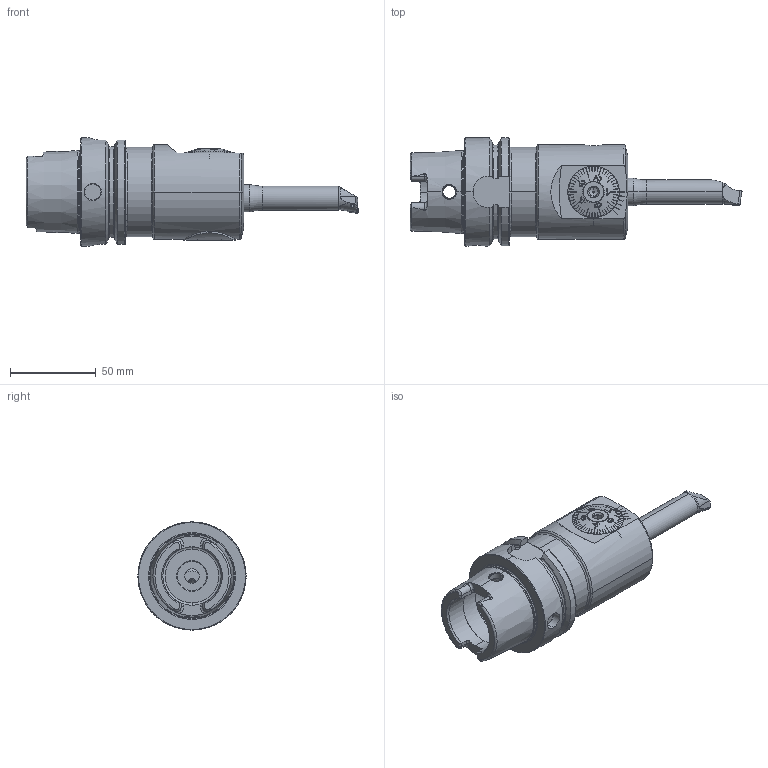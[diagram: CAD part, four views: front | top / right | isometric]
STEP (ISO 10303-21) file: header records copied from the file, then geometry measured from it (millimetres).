
FILE_DESCRIPTION (( 'STEP AP203' ), '1' );
FILE_NAME ('B08.806.055.095.STEP', '2018-02-21T09:08:31', ( 'SWIAdmin' ), ( 'Hewlett-Packard Company' ), 'SwSTEP 2.0', 'SolidWorks 2017', '' );
FILE_SCHEMA (( 'CONFIG_CONTROL_DESIGN' ));
Length unit declared in the file: millimetre
Products named in the file (21): ISO 4026 - M10 x 8; ISO 4026 - M10 x 16_PreviewCfg; B18-WCA.K11.100_A; A55-BG2.011.016_E; CCMT060204; A55-BG2.014.007_A; WCA-ER2.001.006_A; A55-BG2.015.007_B; A55-BG1.012.007_B; B18-WCA.K11.100; A55-BG1.014.041_Ausdrehbereich bis 1mm; A55-BG1.011.041; A55-BG3.011.033_A_gek〉zt; A55-BG1.011.041_E; A55-BG2.012.006_B; Klebstoff D10; A55-BG2.013.005_C; WCB-ER2.001.009_A; HA6-A55.K00.095_B_Fertigbearbeitung; DIN 3771 - 25x1.5; B08.806.055.095
Assembly tree (21 placements, depth 4):
  B08.806.055.095
    HA6-A55.K00.095_B_Fertigbearbeitung
    ISO 4026 - M10 x 8
    B18-WCA.K11.100
      B18-WCA.K11.100_A
      CCMT060204
      WCA-ER2.001.006_A
    A55-BG1.014.041_Ausdrehbereich bis 1mm
      A55-BG1.011.041
        A55-BG1.011.041_E
        A55-BG1.012.007_B
      A55-BG2.012.006_B
      A55-BG2.013.005_C
      DIN 3771 - 25x1.5
      ISO 4026 - M10 x 16_PreviewCfg  x2
      A55-BG2.015.007_B
        A55-BG2.011.016_E
        A55-BG2.014.007_A
    A55-BG3.011.033_A_gek〉zt
    Klebstoff D10
    WCB-ER2.001.009_A
Bounding box: 193.39 x 63 x 63 mm (x, y, z)
Volume: 230684.8 mm3; surface area: 62302.3 mm2
Topology: 17 solids, 17 shells, 947 faces, 2476 edges, 1563 vertices
Faces by surface type: plane 374, cone 213, cylinder 201, torus 96, bspline 59, sphere 4
Entity records: 37224 total; most frequent: CARTESIAN_POINT 13183, ORIENTED_EDGE 4872, DIRECTION 4171, EDGE_CURVE 2436, AXIS2_PLACEMENT_3D 1641, VERTEX_POINT 1543, EDGE_LOOP 983, FACE_OUTER_BOUND 932
